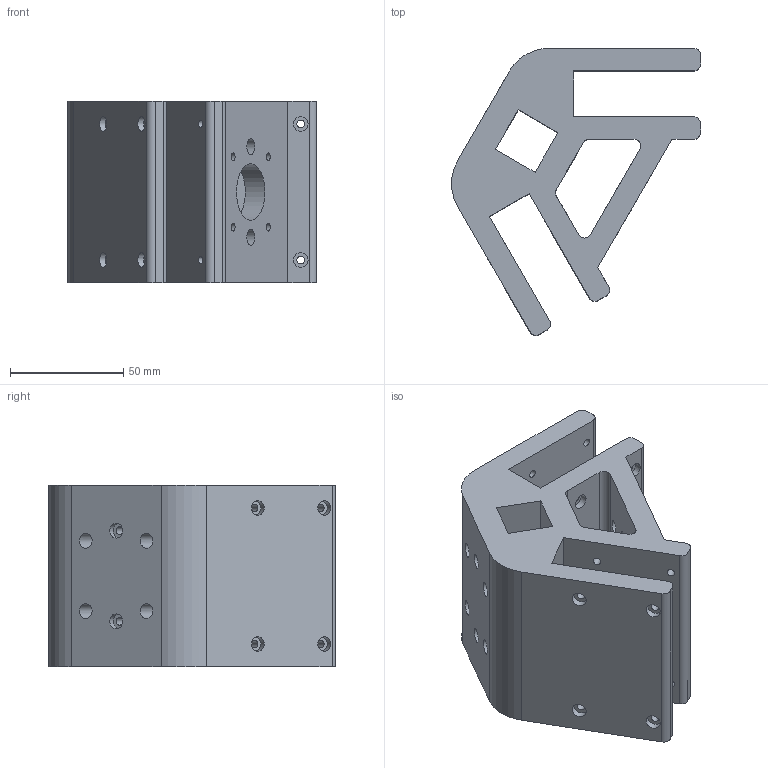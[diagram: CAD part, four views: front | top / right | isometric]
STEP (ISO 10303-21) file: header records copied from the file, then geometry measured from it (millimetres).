
FILE_DESCRIPTION(/* description */ ('STEP AP242','CAx-IF Rec.Pracs.---Representation and Presentation of Product Manufacturing Information (PMI)---4.0---2014-10-13','CAx-IF Rec.Pracs.---3D Tessellated Geometry---0.4---2014-09-14','2;1'),/* implementation_level */ '2;1');
FILE_NAME(/* name */ '657f791a71f4d123be972c8c',/* time_stamp */ '2023-12-17T22:41:30Z',/* author */ (''),/* organization */ (''),/* preprocessor_version */ 'ST-DEVELOPER v19.4',/* originating_system */ ' ',/* authorisation */ ' ');
FILE_SCHEMA (('AP242_MANAGED_MODEL_BASED_3D_ENGINEERING_MIM_LF { 1 0 10303 442 1 1 4 }'));
Length unit declared in the file: metre
Products named in the file (1): Base V
Bounding box: 109.81 x 126.49 x 80 mm (x, y, z)
Volume: 397248.8 mm3; surface area: 81809.8 mm2
Topology: 1 solids, 1 shells, 119 faces, 294 edges, 197 vertices
Faces by surface type: cylinder 69, plane 50
Full cylindrical faces by diameter (mm): 3.4 x24, 6.5 x28, 7 x2, 25 x1
Entity records: 3438 total; most frequent: DIRECTION 606, CARTESIAN_POINT 582, ORIENTED_EDGE 464, EDGE_LOOP 260, FACE_BOUND 260, AXIS2_PLACEMENT_3D 258, EDGE_CURVE 232, VERTEX_POINT 190
